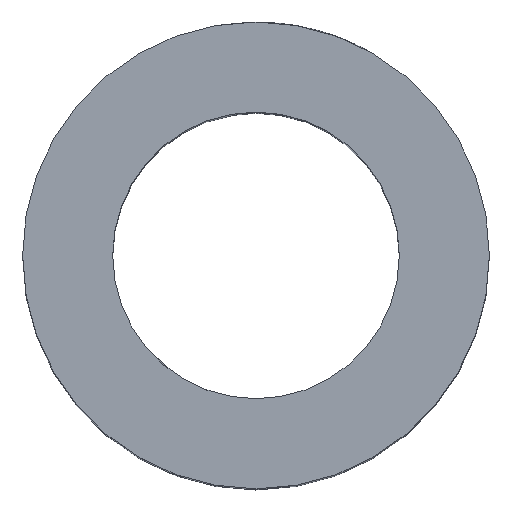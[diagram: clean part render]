
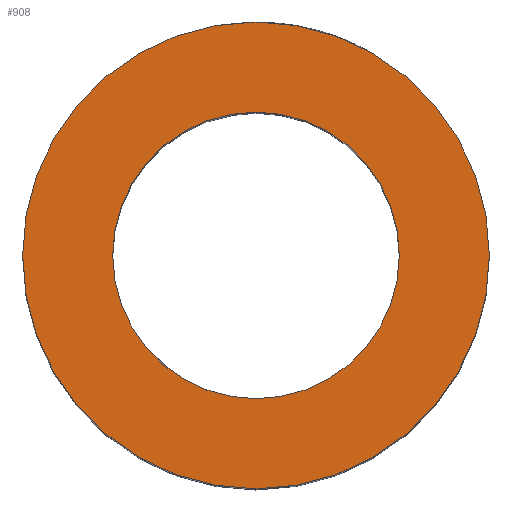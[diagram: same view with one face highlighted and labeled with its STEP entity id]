
A CAD part, top view. The second image highlights one B-rep face of the part: STEP entity #908.
In plain terms, the highlighted planar face has unit normal (0, 0, 1).
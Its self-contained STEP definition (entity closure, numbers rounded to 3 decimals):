
#5 = EDGE_CURVE ( 'NONE', #881, #356, #148, .T. ) ;
#47 = CIRCLE ( 'NONE', #210, 15.9 ) ;
#48 = ORIENTED_EDGE ( 'NONE', *, *, #930, .T. ) ;
#56 = EDGE_LOOP ( 'NONE', ( #94, #48 ) ) ;
#71 = ORIENTED_EDGE ( 'NONE', *, *, #918, .F. ) ;
#94 = ORIENTED_EDGE ( 'NONE', *, *, #939, .T. ) ;
#96 = ORIENTED_EDGE ( 'NONE', *, *, #5, .F. ) ;
#99 = CIRCLE ( 'NONE', #226, 25.9 ) ;
#110 = FACE_OUTER_BOUND ( 'NONE', #56, .T. ) ;
#126 = CIRCLE ( 'NONE', #205, 25.9 ) ;
#148 = CIRCLE ( 'NONE', #924, 15.9 ) ;
#174 = EDGE_LOOP ( 'NONE', ( #71, #96 ) ) ;
#176 = FACE_BOUND ( 'NONE', #174, .T. ) ;
#205 = AXIS2_PLACEMENT_3D ( 'NONE', #399, #449, #439 ) ;
#210 = AXIS2_PLACEMENT_3D ( 'NONE', #559, #716, #280 ) ;
#226 = AXIS2_PLACEMENT_3D ( 'NONE', #606, #892, #703 ) ;
#234 = AXIS2_PLACEMENT_3D ( 'NONE', #840, #310, #882 ) ;
#269 = CARTESIAN_POINT ( 'NONE',  ( 25.9, 0., 75. ) ) ;
#271 = DIRECTION ( 'NONE',  ( 1., 0., 0. ) ) ;
#280 = DIRECTION ( 'NONE',  ( 1., 0., 0. ) ) ;
#305 = DIRECTION ( 'NONE',  ( 0., 0., 1. ) ) ;
#310 = DIRECTION ( 'NONE',  ( 0., 0., 1. ) ) ;
#356 = VERTEX_POINT ( 'NONE', #664 ) ;
#399 = CARTESIAN_POINT ( 'NONE',  ( 0., 0., 75. ) ) ;
#439 = DIRECTION ( 'NONE',  ( 1., 0., 0. ) ) ;
#449 = DIRECTION ( 'NONE',  ( 0., 0., 1. ) ) ;
#466 = CARTESIAN_POINT ( 'NONE',  ( 0., 0., 75. ) ) ;
#491 = PLANE ( 'NONE',  #234 ) ;
#535 = VERTEX_POINT ( 'NONE', #865 ) ;
#559 = CARTESIAN_POINT ( 'NONE',  ( 0., 0., 75. ) ) ;
#606 = CARTESIAN_POINT ( 'NONE',  ( 0., 0., 75. ) ) ;
#664 = CARTESIAN_POINT ( 'NONE',  ( 15.9, 0., 75. ) ) ;
#674 = CARTESIAN_POINT ( 'NONE',  ( -15.9, 0., 75. ) ) ;
#690 = VERTEX_POINT ( 'NONE', #269 ) ;
#703 = DIRECTION ( 'NONE',  ( 1., 0., 0. ) ) ;
#716 = DIRECTION ( 'NONE',  ( 0., 0., 1. ) ) ;
#840 = CARTESIAN_POINT ( 'NONE',  ( 0., 0., 75. ) ) ;
#865 = CARTESIAN_POINT ( 'NONE',  ( -25.9, 0., 75. ) ) ;
#881 = VERTEX_POINT ( 'NONE', #674 ) ;
#882 = DIRECTION ( 'NONE',  ( 1., 0., 0. ) ) ;
#892 = DIRECTION ( 'NONE',  ( 0., 0., 1. ) ) ;
#908 = ADVANCED_FACE ( 'NONE', ( #176, #110 ), #491, .T. ) ;
#918 = EDGE_CURVE ( 'NONE', #356, #881, #47, .T. ) ;
#924 = AXIS2_PLACEMENT_3D ( 'NONE', #466, #305, #271 ) ;
#930 = EDGE_CURVE ( 'NONE', #690, #535, #126, .T. ) ;
#939 = EDGE_CURVE ( 'NONE', #535, #690, #99, .T. ) ;
